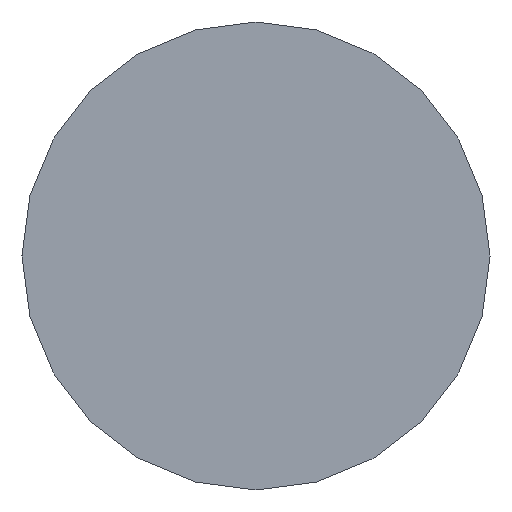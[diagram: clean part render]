
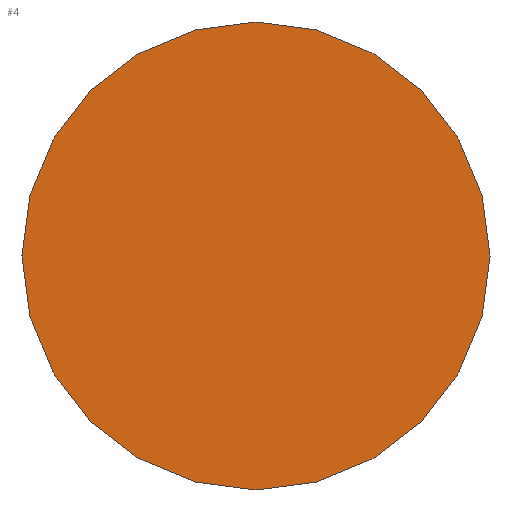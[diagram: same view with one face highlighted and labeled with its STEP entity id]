
A CAD part, left-side view. The second image highlights one B-rep face of the part: STEP entity #4.
In plain terms, the highlighted planar face has unit normal (-1, 0, 0).
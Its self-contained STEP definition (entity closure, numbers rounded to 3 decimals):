
#4 = ADVANCED_FACE ( 'NONE', ( #169 ), #170, .F. ) ;
#5 = CIRCLE ( 'NONE', #90, 6. ) ;
#11 = AXIS2_PLACEMENT_3D ( 'NONE', #115, #31, #129 ) ;
#21 = CARTESIAN_POINT ( 'NONE',  ( -2000., 0., 0. ) ) ;
#31 = DIRECTION ( 'NONE',  ( 1., 0., 0. ) ) ;
#33 = DIRECTION ( 'NONE',  ( 1., 0., 0. ) ) ;
#46 = CARTESIAN_POINT ( 'NONE',  ( -2000., -6., 0. ) ) ;
#54 = DIRECTION ( 'NONE',  ( 0., 1., 0. ) ) ;
#66 = EDGE_LOOP ( 'NONE', ( #125, #89 ) ) ;
#71 = CIRCLE ( 'NONE', #11, 6. ) ;
#84 = EDGE_CURVE ( 'NONE', #143, #113, #71, .T. ) ;
#89 = ORIENTED_EDGE ( 'NONE', *, *, #84, .F. ) ;
#90 = AXIS2_PLACEMENT_3D ( 'NONE', #159, #33, #54 ) ;
#113 = VERTEX_POINT ( 'NONE', #46 ) ;
#115 = CARTESIAN_POINT ( 'NONE',  ( -2000., 0., 0. ) ) ;
#125 = ORIENTED_EDGE ( 'NONE', *, *, #161, .F. ) ;
#129 = DIRECTION ( 'NONE',  ( 0., 1., 0. ) ) ;
#130 = DIRECTION ( 'NONE',  ( 0., 1., 0. ) ) ;
#142 = AXIS2_PLACEMENT_3D ( 'NONE', #21, #144, #130 ) ;
#143 = VERTEX_POINT ( 'NONE', #172 ) ;
#144 = DIRECTION ( 'NONE',  ( 1., 0., 0. ) ) ;
#159 = CARTESIAN_POINT ( 'NONE',  ( -2000., 0., 0. ) ) ;
#161 = EDGE_CURVE ( 'NONE', #113, #143, #5, .T. ) ;
#169 = FACE_OUTER_BOUND ( 'NONE', #66, .T. ) ;
#170 = PLANE ( 'NONE',  #142 ) ;
#172 = CARTESIAN_POINT ( 'NONE',  ( -2000., 6., 0. ) ) ;
